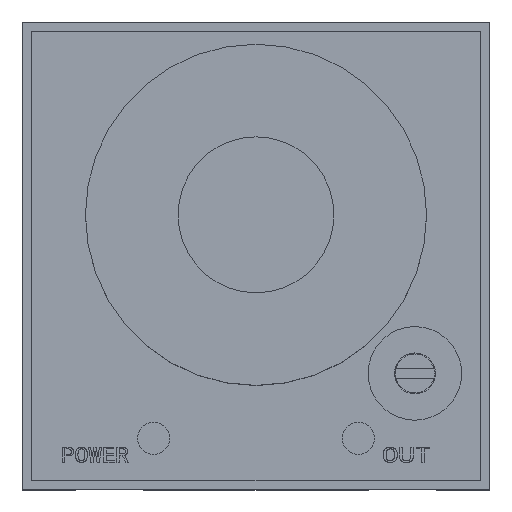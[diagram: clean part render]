
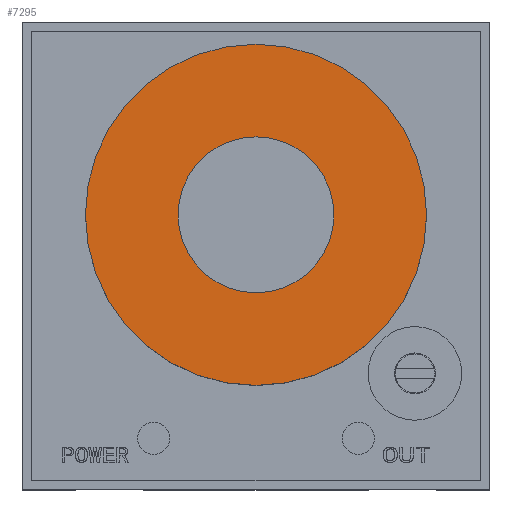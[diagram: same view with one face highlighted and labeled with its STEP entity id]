
A CAD part, top view. The second image highlights one B-rep face of the part: STEP entity #7295.
In plain terms, the highlighted planar face has unit normal (0, 0, 1).
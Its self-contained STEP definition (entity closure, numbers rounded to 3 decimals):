
#99 = VERTEX_POINT ( 'NONE', #36275 ) ;
#1021 = CARTESIAN_POINT ( 'NONE',  ( 8., 4.2, 45.1 ) ) ;
#4350 = DIRECTION ( 'NONE',  ( 1., 0., 0. ) ) ;
#5155 = AXIS2_PLACEMENT_3D ( 'NONE', #9850, #24419, #39028 ) ;
#7295 = ADVANCED_FACE ( 'NONE', ( #31290, #45897 ), #13114, .F. ) ;
#7655 = AXIS2_PLACEMENT_3D ( 'NONE', #22512, #37122, #4350 ) ;
#9531 = DIRECTION ( 'NONE',  ( 1., 0., 0. ) ) ;
#9682 = DIRECTION ( 'NONE',  ( 0., 0., 1. ) ) ;
#9850 = CARTESIAN_POINT ( 'NONE',  ( 0., 4.2, 45.1 ) ) ;
#11219 = AXIS2_PLACEMENT_3D ( 'NONE', #42455, #9682, #24258 ) ;
#12957 = ORIENTED_EDGE ( 'NONE', *, *, #37115, .F. ) ;
#13114 = PLANE ( 'NONE',  #37911 ) ;
#13849 = DIRECTION ( 'NONE',  ( 1., 0., 0. ) ) ;
#14346 = CIRCLE ( 'NONE', #41111, 8. ) ;
#19814 = CARTESIAN_POINT ( 'NONE',  ( -8., 4.2, 45.1 ) ) ;
#22512 = CARTESIAN_POINT ( 'NONE',  ( 0., 4.2, 45.1 ) ) ;
#24258 = DIRECTION ( 'NONE',  ( 1., 0., 0. ) ) ;
#24419 = DIRECTION ( 'NONE',  ( 0., 0., 1. ) ) ;
#24519 = ORIENTED_EDGE ( 'NONE', *, *, #35214, .T. ) ;
#25756 = CIRCLE ( 'NONE', #5155, 17.5 ) ;
#26274 = VERTEX_POINT ( 'NONE', #39467 ) ;
#26367 = ORIENTED_EDGE ( 'NONE', *, *, #41588, .F. ) ;
#26490 = VERTEX_POINT ( 'NONE', #19814 ) ;
#26978 = ORIENTED_EDGE ( 'NONE', *, *, #34801, .T. ) ;
#27708 = CARTESIAN_POINT ( 'NONE',  ( -17.71, 21.91, 45.1 ) ) ;
#28256 = CIRCLE ( 'NONE', #7655, 8. ) ;
#31290 = FACE_BOUND ( 'NONE', #32713, .T. ) ;
#31831 = CIRCLE ( 'NONE', #11219, 17.5 ) ;
#32027 = CARTESIAN_POINT ( 'NONE',  ( 0., 4.2, 45.1 ) ) ;
#32140 = VERTEX_POINT ( 'NONE', #1021 ) ;
#32713 = EDGE_LOOP ( 'NONE', ( #12957, #26367 ) ) ;
#33399 = EDGE_LOOP ( 'NONE', ( #24519, #26978 ) ) ;
#34801 = EDGE_CURVE ( 'NONE', #99, #26274, #31831, .T. ) ;
#35214 = EDGE_CURVE ( 'NONE', #26274, #99, #25756, .T. ) ;
#36275 = CARTESIAN_POINT ( 'NONE',  ( -17.5, 4.2, 45.1 ) ) ;
#37115 = EDGE_CURVE ( 'NONE', #32140, #26490, #14346, .T. ) ;
#37122 = DIRECTION ( 'NONE',  ( 0., 0., 1. ) ) ;
#37911 = AXIS2_PLACEMENT_3D ( 'NONE', #27708, #42318, #9531 ) ;
#39028 = DIRECTION ( 'NONE',  ( 1., 0., 0. ) ) ;
#39467 = CARTESIAN_POINT ( 'NONE',  ( 17.5, 4.2, 45.1 ) ) ;
#41111 = AXIS2_PLACEMENT_3D ( 'NONE', #32027, #46622, #13849 ) ;
#41588 = EDGE_CURVE ( 'NONE', #26490, #32140, #28256, .T. ) ;
#42318 = DIRECTION ( 'NONE',  ( 0., 0., -1. ) ) ;
#42455 = CARTESIAN_POINT ( 'NONE',  ( 0., 4.2, 45.1 ) ) ;
#45897 = FACE_OUTER_BOUND ( 'NONE', #33399, .T. ) ;
#46622 = DIRECTION ( 'NONE',  ( 0., 0., 1. ) ) ;
